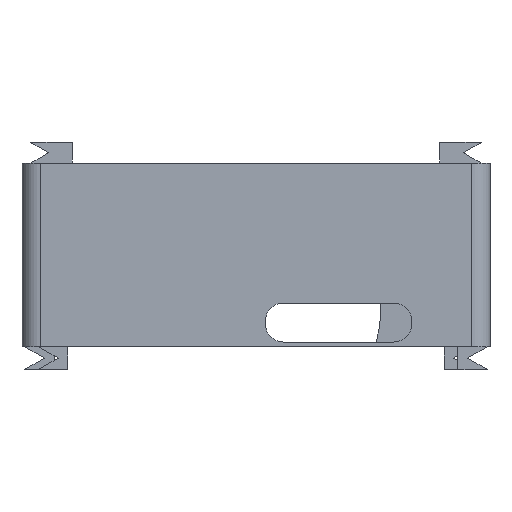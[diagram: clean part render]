
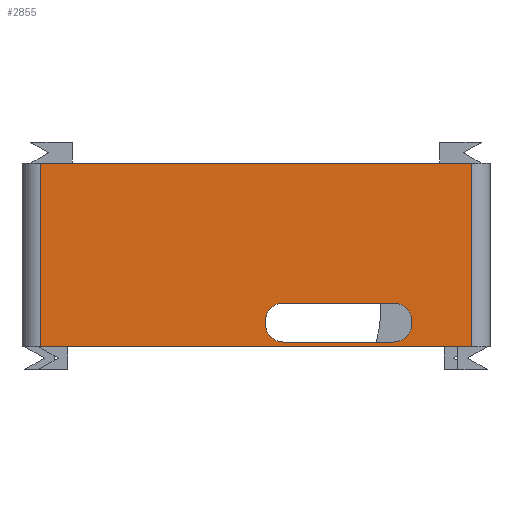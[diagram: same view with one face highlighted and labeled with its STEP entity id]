
A CAD part, left-side view. The second image highlights one B-rep face of the part: STEP entity #2855.
In plain terms, the highlighted planar face has unit normal (-1, 0, 0).
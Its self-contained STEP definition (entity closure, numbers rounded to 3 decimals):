
#946 = VERTEX_POINT('',#947);
#947 = CARTESIAN_POINT('',(-51.5,23.5,28.));
#954 = EDGE_CURVE('',#955,#946,#957,.T.);
#955 = VERTEX_POINT('',#956);
#956 = CARTESIAN_POINT('',(-51.5,-23.5,28.));
#957 = LINE('',#958,#959);
#958 = CARTESIAN_POINT('',(-51.5,-0.278,28.));
#959 = VECTOR('',#960,1.);
#960 = DIRECTION('',(0.,1.,0.));
#1102 = VERTEX_POINT('',#1103);
#1103 = CARTESIAN_POINT('',(-51.5,23.5,48.));
#1110 = EDGE_CURVE('',#1111,#1102,#1113,.T.);
#1111 = VERTEX_POINT('',#1112);
#1112 = CARTESIAN_POINT('',(-51.5,-23.5,48.));
#1113 = LINE('',#1114,#1115);
#1114 = CARTESIAN_POINT('',(-51.5,-1.883,48.));
#1115 = VECTOR('',#1116,1.);
#1116 = DIRECTION('',(0.,1.,0.));
#2016 = EDGE_CURVE('',#946,#1102,#2017,.T.);
#2017 = LINE('',#2018,#2019);
#2018 = CARTESIAN_POINT('',(-51.5,23.5,48.));
#2019 = VECTOR('',#2020,1.);
#2020 = DIRECTION('',(0.,0.,1.));
#2844 = EDGE_CURVE('',#955,#1111,#2845,.T.);
#2845 = LINE('',#2846,#2847);
#2846 = CARTESIAN_POINT('',(-51.5,-23.5,0.));
#2847 = VECTOR('',#2848,1.);
#2848 = DIRECTION('',(0.,0.,1.));
#2855 = ADVANCED_FACE('',(#2856,#2862),#2932,.T.);
#2856 = FACE_BOUND('',#2857,.T.);
#2857 = EDGE_LOOP('',(#2858,#2859,#2860,#2861));
#2858 = ORIENTED_EDGE('',*,*,#954,.F.);
#2859 = ORIENTED_EDGE('',*,*,#2844,.T.);
#2860 = ORIENTED_EDGE('',*,*,#1110,.T.);
#2861 = ORIENTED_EDGE('',*,*,#2016,.F.);
#2862 = FACE_BOUND('',#2863,.T.);
#2863 = EDGE_LOOP('',(#2864,#2874,#2883,#2891,#2900,#2908,#2917,#2925));
#2864 = ORIENTED_EDGE('',*,*,#2865,.F.);
#2865 = EDGE_CURVE('',#2866,#2868,#2870,.T.);
#2866 = VERTEX_POINT('',#2867);
#2867 = CARTESIAN_POINT('',(-51.5,-1.,30.75));
#2868 = VERTEX_POINT('',#2869);
#2869 = CARTESIAN_POINT('',(-51.5,-1.,30.5));
#2870 = LINE('',#2871,#2872);
#2871 = CARTESIAN_POINT('',(-51.5,-1.,30.75));
#2872 = VECTOR('',#2873,1.);
#2873 = DIRECTION('',(0.,0.,-1.));
#2874 = ORIENTED_EDGE('',*,*,#2875,.F.);
#2875 = EDGE_CURVE('',#2876,#2866,#2878,.T.);
#2876 = VERTEX_POINT('',#2877);
#2877 = CARTESIAN_POINT('',(-51.5,-3.,32.75));
#2878 = CIRCLE('',#2879,2.);
#2879 = AXIS2_PLACEMENT_3D('',#2880,#2881,#2882);
#2880 = CARTESIAN_POINT('',(-51.5,-3.,30.75));
#2881 = DIRECTION('',(-1.,0.,0.));
#2882 = DIRECTION('',(0.,-1.,0.));
#2883 = ORIENTED_EDGE('',*,*,#2884,.F.);
#2884 = EDGE_CURVE('',#2885,#2876,#2887,.T.);
#2885 = VERTEX_POINT('',#2886);
#2886 = CARTESIAN_POINT('',(-51.5,-15.,32.75));
#2887 = LINE('',#2888,#2889);
#2888 = CARTESIAN_POINT('',(-51.5,-15.,32.75));
#2889 = VECTOR('',#2890,1.);
#2890 = DIRECTION('',(0.,1.,0.));
#2891 = ORIENTED_EDGE('',*,*,#2892,.F.);
#2892 = EDGE_CURVE('',#2893,#2885,#2895,.T.);
#2893 = VERTEX_POINT('',#2894);
#2894 = CARTESIAN_POINT('',(-51.5,-17.,30.75));
#2895 = CIRCLE('',#2896,2.);
#2896 = AXIS2_PLACEMENT_3D('',#2897,#2898,#2899);
#2897 = CARTESIAN_POINT('',(-51.5,-15.,30.75));
#2898 = DIRECTION('',(-1.,0.,0.));
#2899 = DIRECTION('',(0.,-1.,0.));
#2900 = ORIENTED_EDGE('',*,*,#2901,.F.);
#2901 = EDGE_CURVE('',#2902,#2893,#2904,.T.);
#2902 = VERTEX_POINT('',#2903);
#2903 = CARTESIAN_POINT('',(-51.5,-17.,30.5));
#2904 = LINE('',#2905,#2906);
#2905 = CARTESIAN_POINT('',(-51.5,-17.,30.5));
#2906 = VECTOR('',#2907,1.);
#2907 = DIRECTION('',(0.,0.,1.));
#2908 = ORIENTED_EDGE('',*,*,#2909,.F.);
#2909 = EDGE_CURVE('',#2910,#2902,#2912,.T.);
#2910 = VERTEX_POINT('',#2911);
#2911 = CARTESIAN_POINT('',(-51.5,-15.,28.5));
#2912 = CIRCLE('',#2913,2.);
#2913 = AXIS2_PLACEMENT_3D('',#2914,#2915,#2916);
#2914 = CARTESIAN_POINT('',(-51.5,-15.,30.5));
#2915 = DIRECTION('',(-1.,0.,0.));
#2916 = DIRECTION('',(0.,-1.,0.));
#2917 = ORIENTED_EDGE('',*,*,#2918,.F.);
#2918 = EDGE_CURVE('',#2919,#2910,#2921,.T.);
#2919 = VERTEX_POINT('',#2920);
#2920 = CARTESIAN_POINT('',(-51.5,-3.,28.5));
#2921 = LINE('',#2922,#2923);
#2922 = CARTESIAN_POINT('',(-51.5,-3.,28.5));
#2923 = VECTOR('',#2924,1.);
#2924 = DIRECTION('',(0.,-1.,0.));
#2925 = ORIENTED_EDGE('',*,*,#2926,.F.);
#2926 = EDGE_CURVE('',#2868,#2919,#2927,.T.);
#2927 = CIRCLE('',#2928,2.);
#2928 = AXIS2_PLACEMENT_3D('',#2929,#2930,#2931);
#2929 = CARTESIAN_POINT('',(-51.5,-3.,30.5));
#2930 = DIRECTION('',(-1.,0.,0.));
#2931 = DIRECTION('',(0.,-1.,0.));
#2932 = PLANE('',#2933);
#2933 = AXIS2_PLACEMENT_3D('',#2934,#2935,#2936);
#2934 = CARTESIAN_POINT('',(-51.5,0.,25.));
#2935 = DIRECTION('',(-1.,-0.,-0.));
#2936 = DIRECTION('',(0.,0.,-1.));
